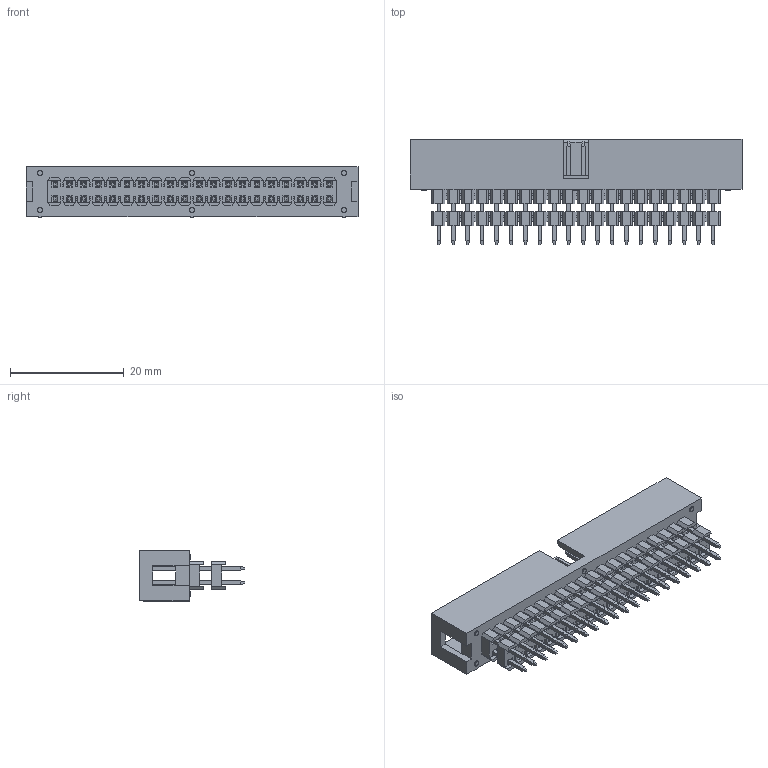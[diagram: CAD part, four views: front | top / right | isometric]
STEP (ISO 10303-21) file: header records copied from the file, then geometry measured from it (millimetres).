
FILE_DESCRIPTION( ('This file contains a STEP AP42 implementation' ,'as created by ZW3D STEP Interface translator.') ,'2;1' );
FILE_NAME( '3110-XXSXXBD00XX.stp' ,'231213.103424', (''), ('ZWCAD Software Co.'), 'Version 1.0', 'ZW3D to STEP translator', '' );
FILE_SCHEMA(('AUTOMOTIVE_DESIGN { 1 0 10303 214 1 1 1 1 }'));
Length unit declared in the file: millimetre
Products named in the file (1): 0
Bounding box: 58.42 x 18.51 x 8.95 mm (x, y, z)
Volume: 3123 mm3; surface area: 7153.7 mm2
Topology: 43 solids, 43 shells, 2745 faces, 7029 edges, 4410 vertices
Faces by surface type: plane 2697, bspline 36, cylinder 12
Entity records: 106014 total; most frequent: CARTESIAN_POINT 50986, ORIENTED_EDGE 14058, B_SPLINE_CURVE_WITH_KNOTS 7029, EDGE_CURVE 7029, DIRECTION 5420, VERTEX_POINT 4410, EDGE_LOOP 3029, FACE_OUTER_BOUND 2745
